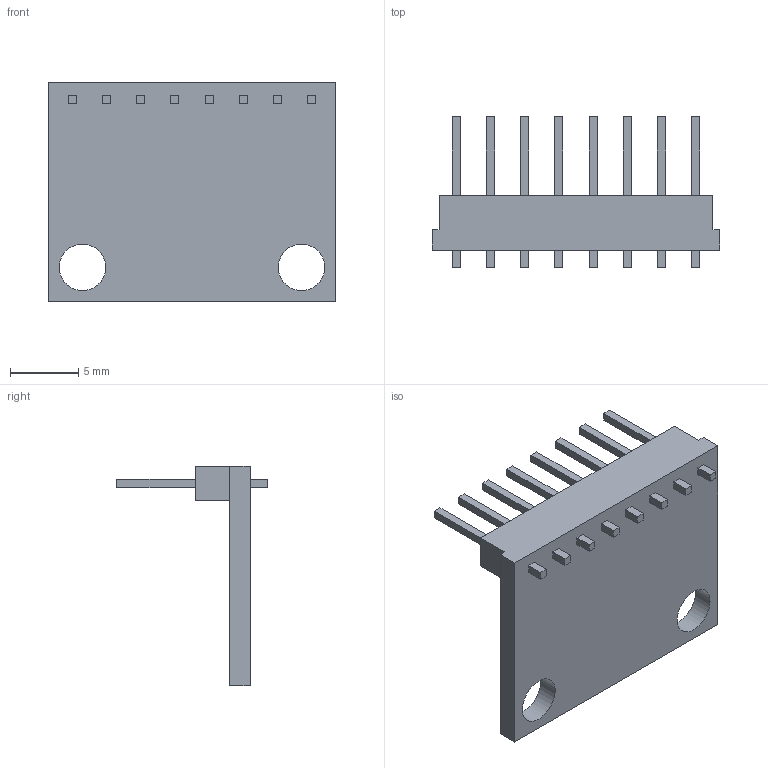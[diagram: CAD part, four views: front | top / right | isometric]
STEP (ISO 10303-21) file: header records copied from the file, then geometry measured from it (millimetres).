
FILE_DESCRIPTION(/* description */ (''),/* implementation_level */ '2;1');
FILE_NAME(/* name */ '10_MPU_6050_ipt_8ee4f2f2.STEP',/* time_stamp */ '2020-02-10T12:18:19+01:00',/* author */ ('socci'),/* organization */ (''),/* preprocessor_version */ 'ST-DEVELOPER v18',/* originating_system */ 'Autodesk Inventor 2020',/* authorisation */ '');
FILE_SCHEMA (('AUTOMOTIVE_DESIGN { 1 0 10303 214 3 1 1 }'));
Length unit declared in the file: millimetre
Products named in the file (1): 10_MPU_6050
Bounding box: 21 x 11 x 16 mm (x, y, z)
Volume: 621.9 mm3; surface area: 1025.6 mm2
Topology: 1 solids, 1 shells, 92 faces, 226 edges, 152 vertices
Faces by surface type: plane 90, cylinder 2
Full cylindrical faces by diameter (mm): 3.4 x2
Entity records: 2717 total; most frequent: CARTESIAN_POINT 471, ORIENTED_EDGE 452, DIRECTION 420, EDGE_CURVE 226, LINE 218, VECTOR 218, VERTEX_POINT 152, EDGE_LOOP 112
